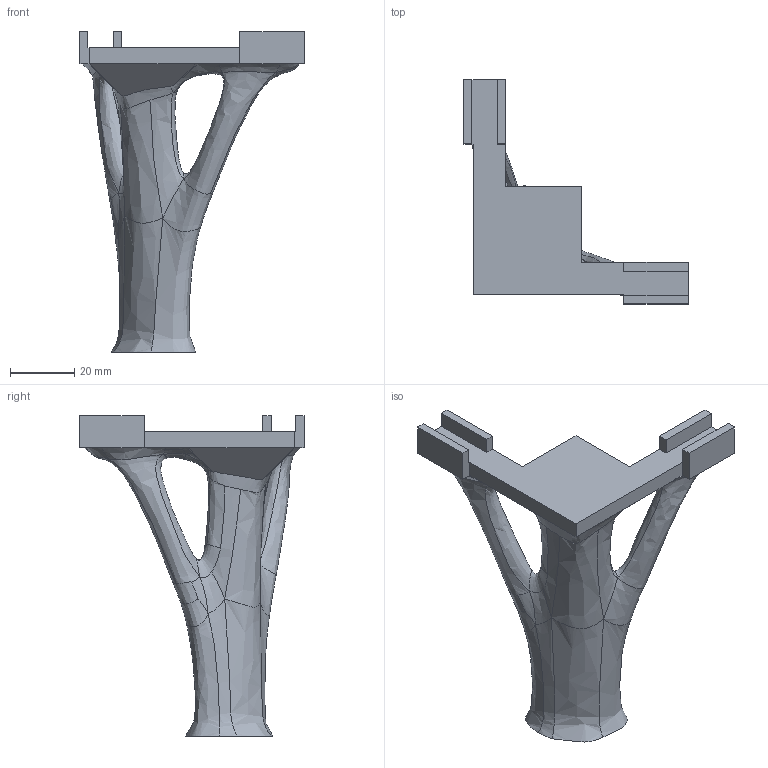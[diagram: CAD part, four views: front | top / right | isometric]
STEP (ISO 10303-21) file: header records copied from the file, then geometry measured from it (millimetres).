
FILE_DESCRIPTION(/* description */ ('STEP AP242','CAx-IF Rec.Pracs.---Representation and Presentation of Product Manufacturing Information (PMI)---4.0---2014-10-13','CAx-IF Rec.Pracs.---3D Tessellated Geometry---0.4---2014-09-14','2;1'),/* implementation_level */ '2;1');
FILE_NAME(/* name */ '66d5b94288e2e62abc309fa6',/* time_stamp */ '2024-09-02T13:10:27Z',/* author */ (''),/* organization */ (''),/* preprocessor_version */ 'ST-DEVELOPER v20',/* originating_system */ ' ',/* authorisation */ ' ');
FILE_SCHEMA (('AP242_MANAGED_MODEL_BASED_3D_ENGINEERING_MIM_LF { 1 0 10303 442 1 1 4 }'));
Length unit declared in the file: metre
Products named in the file (1): leg4
Bounding box: 69.98 x 69.98 x 100 mm (x, y, z)
Volume: 45586.5 mm3; surface area: 14644.5 mm2
Topology: 1 solids, 1 shells, 120 faces, 302 edges, 180 vertices
Faces by surface type: bspline 74, plane 46
Entity records: 16168 total; most frequent: CARTESIAN_POINT 13945, ORIENTED_EDGE 604, EDGE_CURVE 302, B_SPLINE_CURVE_WITH_KNOTS 208, DIRECTION 188, VERTEX_POINT 180, EDGE_LOOP 120, FACE_BOUND 120
